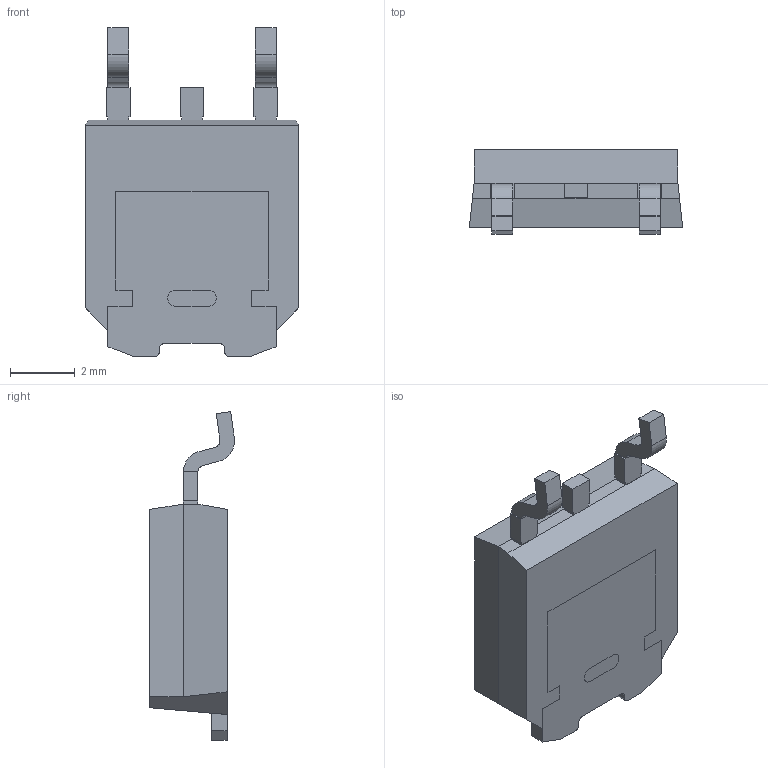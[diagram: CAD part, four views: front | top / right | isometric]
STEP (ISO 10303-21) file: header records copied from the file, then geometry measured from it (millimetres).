
FILE_DESCRIPTION (( 'STEP AP214' ), '1' );
FILE_NAME ('L7805CDT-TR.STEP', '2021-10-26T12:44:38', ( '' ), ( '' ), 'SwSTEP 2.0', 'SolidWorks 2018', '' );
FILE_SCHEMA (( 'AUTOMOTIVE_DESIGN' ));
Length unit declared in the file: millimetre
Products named in the file (2): L7805CDT-TR
Bounding box: 6.6 x 2.63 x 10.16 mm (x, y, z)
Volume: 100.4 mm3; surface area: 228.8 mm2
Topology: 5 solids, 5 shells, 118 faces, 302 edges, 196 vertices
Faces by surface type: plane 98, cylinder 20
Entity records: 4696 total; most frequent: CARTESIAN_POINT 618, ORIENTED_EDGE 604, DIRECTION 582, EDGE_CURVE 302, VECTOR 262, LINE 262, VERTEX_POINT 196, AXIS2_PLACEMENT_3D 160
